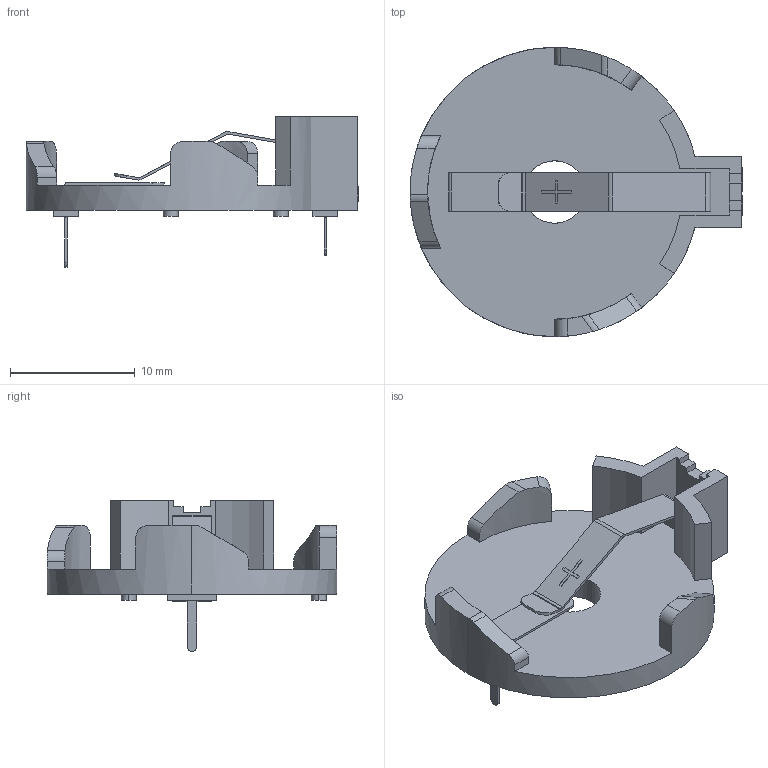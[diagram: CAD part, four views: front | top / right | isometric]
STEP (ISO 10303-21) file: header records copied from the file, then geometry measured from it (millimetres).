
FILE_DESCRIPTION (( 'STEP AP214' ), '1' );
FILE_NAME ('BAT-TH_BS-07-A1BJ001.STEP', '2024-04-07T07:27:25', ( 'PC' ), ( 'Microsoft' ), 'SwSTEP 2.0', 'SolidWorks 2020', '' );
FILE_SCHEMA (( 'AUTOMOTIVE_DESIGN' ));
Length unit declared in the file: millimetre
Products named in the file (1): BAT-TH_BS-07-A1BJ001
Bounding box: 26.61 x 23.2 x 12.1 mm (x, y, z)
Volume: 1098.7 mm3; surface area: 1619.5 mm2
Topology: 14 solids, 14 shells, 362 faces, 973 edges, 648 vertices
Faces by surface type: plane 222, bspline 98, cylinder 42
Entity records: 16016 total; most frequent: CARTESIAN_POINT 3430, ORIENTED_EDGE 1946, DIRECTION 1355, EDGE_CURVE 973, VECTOR 673, LINE 673, VERTEX_POINT 648, EDGE_LOOP 385
